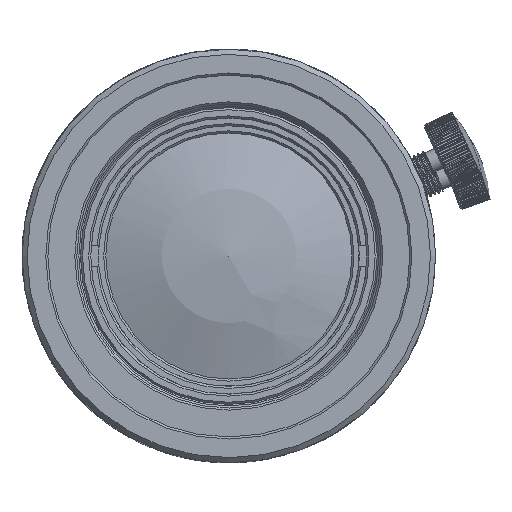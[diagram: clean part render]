
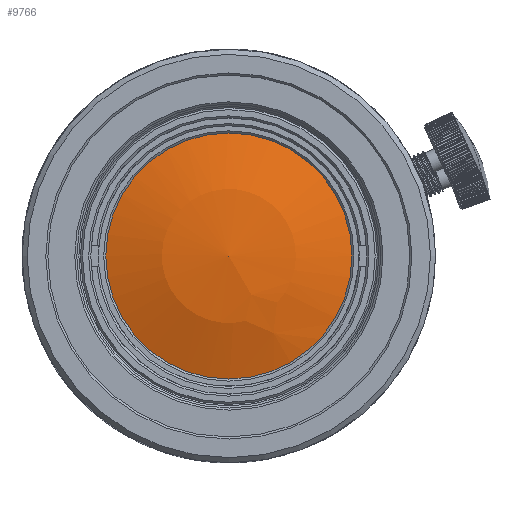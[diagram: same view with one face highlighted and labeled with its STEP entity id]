
A CAD part, left-side view. The second image highlights one B-rep face of the part: STEP entity #9766.
In plain terms, the highlighted spherical face has radius 35.81 mm.
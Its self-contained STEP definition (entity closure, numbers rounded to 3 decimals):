
#2615=SPHERICAL_SURFACE('',#28224,35.81);
#8534=FACE_OUTER_BOUND('',#12390,.T.);
#9766=ADVANCED_FACE('',(#8534),#2615,.T.);
#12390=EDGE_LOOP('',(#16624));
#16624=ORIENTED_EDGE('',*,*,#24335,.T.);
#21424=VERTEX_POINT('',#46706);
#24335=EDGE_CURVE('',#21424,#21424,#26805,.T.);
#26805=CIRCLE('',#28223,12.75);
#28223=AXIS2_PLACEMENT_3D('',#46705,#32105,#32106);
#28224=AXIS2_PLACEMENT_3D('',#46707,#32107,#32108);
#32105=DIRECTION('',(-1.,0.,0.));
#32106=DIRECTION('',(0.,0.,1.));
#32107=DIRECTION('',(-1.,0.,0.));
#32108=DIRECTION('',(0.,1.,0.));
#46705=CARTESIAN_POINT('',(2.347,-49.,0.));
#46706=CARTESIAN_POINT('',(2.347,-49.,12.75));
#46707=CARTESIAN_POINT('',(35.81,-49.,0.));
